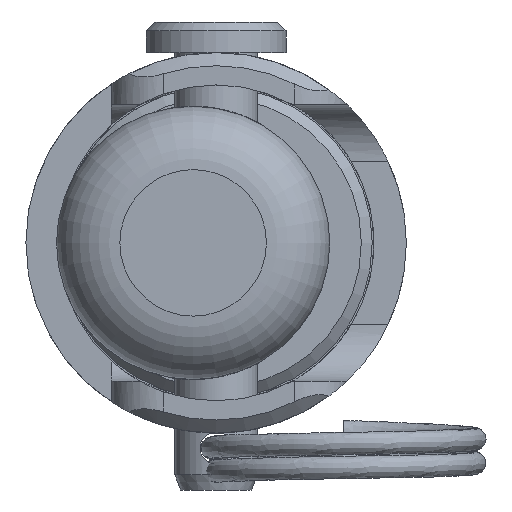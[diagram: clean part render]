
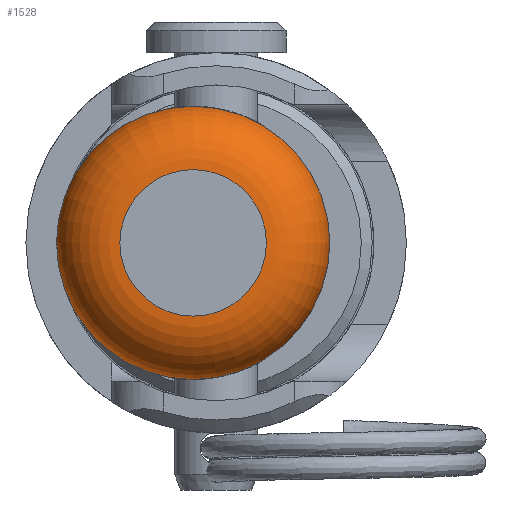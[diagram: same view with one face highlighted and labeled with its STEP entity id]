
A CAD part, left-side view. The second image highlights one B-rep face of the part: STEP entity #1528.
In plain terms, the highlighted toroidal (fillet/blend) face has major radius 4.255 mm and minor radius 3.683 mm.
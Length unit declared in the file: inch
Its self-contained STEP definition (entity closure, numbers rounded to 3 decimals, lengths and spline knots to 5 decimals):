
#1501=CARTESIAN_POINT('',(0.145,0.0,0.0));
#1502=DIRECTION('',(1.0,0.0,0.0));
#1503=DIRECTION('',(0.0,0.0,-1.0));
#1504=AXIS2_PLACEMENT_3D('',#1501,#1502,#1503);
#1505=TOROIDAL_SURFACE('',#1504,0.1675,0.145);
#1506=CARTESIAN_POINT('',(0.,0.1675,0.0));
#1507=VERTEX_POINT('',#1506);
#1508=CARTESIAN_POINT('',(0.,0.0,0.0));
#1509=DIRECTION('',(1.0,0.0,0.0));
#1510=DIRECTION('',(0.0,-1.0,0.0));
#1511=AXIS2_PLACEMENT_3D('',#1508,#1509,#1510);
#1512=CIRCLE('',#1511,0.1675);
#1513=EDGE_CURVE('',#1507,#1507,#1512,.T.);
#1514=ORIENTED_EDGE('',*,*,#1513,.T.);
#1515=EDGE_LOOP('',(#1514));
#1516=FACE_OUTER_BOUND('',#1515,.T.);
#1517=CARTESIAN_POINT('',(0.145,0.3125,0.));
#1518=VERTEX_POINT('',#1517);
#1519=CARTESIAN_POINT('',(0.145,0.0,0.0));
#1520=DIRECTION('',(-1.0,0.0,0.0));
#1521=DIRECTION('',(0.0,-1.0,0.0));
#1522=AXIS2_PLACEMENT_3D('',#1519,#1520,#1521);
#1523=CIRCLE('',#1522,0.3125);
#1524=EDGE_CURVE('',#1518,#1518,#1523,.T.);
#1525=ORIENTED_EDGE('',*,*,#1524,.T.);
#1526=EDGE_LOOP('',(#1525));
#1527=FACE_BOUND('',#1526,.T.);
#1528=ADVANCED_FACE('',(#1516,#1527),#1505,.T.);
